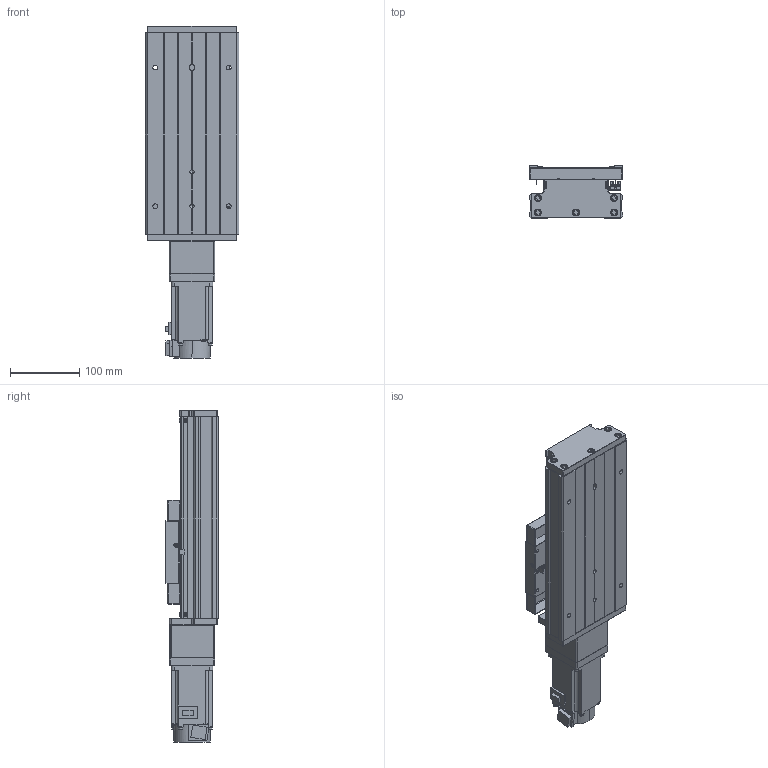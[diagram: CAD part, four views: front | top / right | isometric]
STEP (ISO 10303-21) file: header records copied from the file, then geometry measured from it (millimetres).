
FILE_DESCRIPTION (( 'STEP AP203' ), '1' );
FILE_NAME ('CTH130-100-BC-M40-C4.step', '2023-06-30T02:30:48', ( '微软用户' ), ( '微软中国' ), 'SwSTEP 2.0', 'SolidWorks 2020', '' );
FILE_SCHEMA (( 'CONFIG_CONTROL_DESIGN' ));
Length unit declared in the file: millimetre
Products named in the file (21): GBT70.1 M5℅16; GBT 70.2-M3¡Á5_M3¡Á6; GTH14-001_100; CTH130-100-BC-M40-C4; CTHA60-017; す晦芛蹟隊 M3℅5; CTH130-002_GTH14-002; EE_SX911P_R; CTHA86-006-1_M40; GB T308.1-2013-6.35; CTHA60-016; CTHA86-013; GTH14-004; GBT 70.1-M3℅5; CTHA86-027-1; GTH14-005; GBT77-2000 M3×3; GBT 70.3-M3℅8; GB1155-6X6; CTH130-031; HG-KN43J-S100
Assembly tree (59 placements, depth 2):
  CTH130-100-BC-M40-C4
    GTH14-001_100
    CTH130-002_GTH14-002
    GB T308.1-2013-6.35  x2
    GTH14-004
    GTH14-005
    GB1155-6X6  x2
    GBT70.1 M5℅16  x10
    CTHA60-017  x3
    EE_SX911P_R  x3
    CTHA60-016  x2
    GBT 70.1-M3℅5  x6
    GBT77-2000 M3×3  x6
    CTH130-031
    GBT 70.2-M3¡Á5_M3¡Á6  x8
    す晦芛蹟隊 M3℅5  x6
    CTHA86-006-1_M40
    CTHA86-013
    CTHA86-027-1
    GBT 70.3-M3℅8  x2
    HG-KN43J-S100
Bounding box: 135 x 76 x 478.7 mm (x, y, z)
Volume: 2327285.6 mm3; surface area: 425264.1 mm2
Topology: 62 solids, 62 shells, 2350 faces, 5609 edges, 3471 vertices
Faces by surface type: plane 1297, cylinder 602, cone 287, torus 120, sphere 24, bspline 20
Entity records: 42756 total; most frequent: CARTESIAN_POINT 9655, DIRECTION 6151, ORIENTED_EDGE 6118, EDGE_CURVE 3059, AXIS2_PLACEMENT_3D 2063, LINE 2025, VECTOR 2025, VERTEX_POINT 1931
